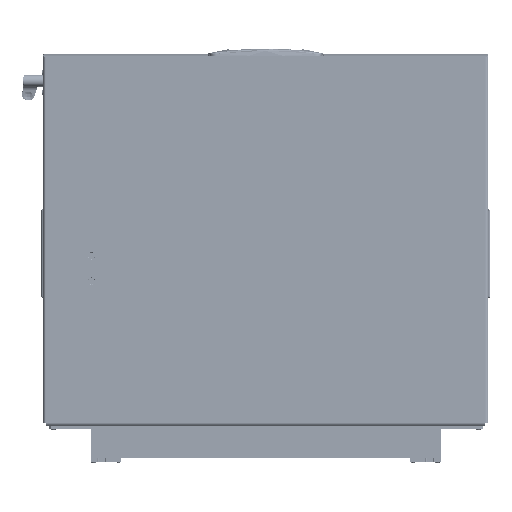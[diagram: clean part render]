
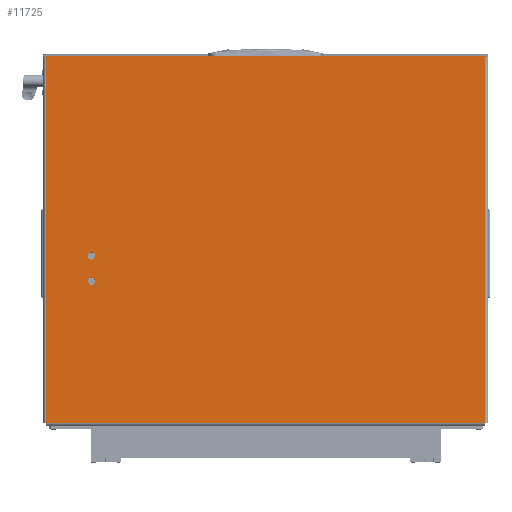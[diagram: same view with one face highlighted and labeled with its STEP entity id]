
A CAD part, front view. The second image highlights one B-rep face of the part: STEP entity #11725.
In plain terms, the highlighted face is planar.
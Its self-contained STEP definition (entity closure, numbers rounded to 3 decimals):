
#1753 = VERTEX_POINT ( 'NONE', #8720 ) ;
#4153 = PLANE ( 'NONE',  #72328 ) ;
#7261 = EDGE_CURVE ( 'NONE', #65431, #137167, #74778, .T. ) ;
#8720 = CARTESIAN_POINT ( 'NONE',  ( 280.2, 545., 0. ) ) ;
#11237 = CARTESIAN_POINT ( 'NONE',  ( 0., 0., 0. ) ) ;
#11725 = ADVANCED_FACE ( 'NONE', ( #99019, #126457, #66429 ), #4153, .T. ) ;
#13816 = CARTESIAN_POINT ( 'NONE',  ( 506., 608., 0. ) ) ;
#14108 = DIRECTION ( 'NONE',  ( -1., 0., 0. ) ) ;
#14206 = VERTEX_POINT ( 'NONE', #113736 ) ;
#14615 = CARTESIAN_POINT ( 'NONE',  ( 0., 610., 0. ) ) ;
#16211 = CARTESIAN_POINT ( 'NONE',  ( 275., 545., 0. ) ) ;
#16360 = VERTEX_POINT ( 'NONE', #63417 ) ;
#17084 = ORIENTED_EDGE ( 'NONE', *, *, #110095, .F. ) ;
#18901 = CARTESIAN_POINT ( 'NONE',  ( 269.8, 545., 0. ) ) ;
#19813 = EDGE_CURVE ( 'NONE', #1753, #27411, #77038, .T. ) ;
#20663 = ORIENTED_EDGE ( 'NONE', *, *, #26637, .F. ) ;
#22820 = AXIS2_PLACEMENT_3D ( 'NONE', #16211, #81794, #92817 ) ;
#26536 = VECTOR ( 'NONE', #36069, 1000. ) ;
#26637 = EDGE_CURVE ( 'NONE', #53383, #121746, #28984, .T. ) ;
#27352 = ORIENTED_EDGE ( 'NONE', *, *, #81831, .T. ) ;
#27375 = VERTEX_POINT ( 'NONE', #14615 ) ;
#27411 = VERTEX_POINT ( 'NONE', #18901 ) ;
#28529 = VECTOR ( 'NONE', #61402, 1000. ) ;
#28984 = LINE ( 'NONE', #109429, #114738 ) ;
#32528 = DIRECTION ( 'NONE',  ( -1., 0., 0. ) ) ;
#32806 = ORIENTED_EDGE ( 'NONE', *, *, #47312, .T. ) ;
#35976 = ORIENTED_EDGE ( 'NONE', *, *, #68079, .F. ) ;
#36069 = DIRECTION ( 'NONE',  ( 1., 0., 0. ) ) ;
#37010 = CARTESIAN_POINT ( 'NONE',  ( 0., 610., 0. ) ) ;
#38496 = VECTOR ( 'NONE', #108357, 1000. ) ;
#39411 = CIRCLE ( 'NONE', #132398, 5.2 ) ;
#42128 = CIRCLE ( 'NONE', #77017, 5.2 ) ;
#43719 = LINE ( 'NONE', #53329, #38496 ) ;
#45098 = DIRECTION ( 'NONE',  ( -1., 0., 0. ) ) ;
#47312 = EDGE_CURVE ( 'NONE', #137167, #27375, #89847, .T. ) ;
#52019 = VERTEX_POINT ( 'NONE', #99414 ) ;
#53329 = CARTESIAN_POINT ( 'NONE',  ( 0., -4., 0. ) ) ;
#53383 = VERTEX_POINT ( 'NONE', #103925 ) ;
#54254 = DIRECTION ( 'NONE',  ( -1., 0., 0. ) ) ;
#54611 = CARTESIAN_POINT ( 'NONE',  ( 0., 0., 0. ) ) ;
#55322 = ORIENTED_EDGE ( 'NONE', *, *, #105956, .F. ) ;
#59207 = ORIENTED_EDGE ( 'NONE', *, *, #64681, .F. ) ;
#61402 = DIRECTION ( 'NONE',  ( 0., 1., 0. ) ) ;
#63417 = CARTESIAN_POINT ( 'NONE',  ( 304.8, 545., 0. ) ) ;
#64681 = EDGE_CURVE ( 'NONE', #16360, #14206, #39411, .T. ) ;
#65431 = VERTEX_POINT ( 'NONE', #81788 ) ;
#66429 = FACE_OUTER_BOUND ( 'NONE', #121224, .T. ) ;
#67307 = CARTESIAN_POINT ( 'NONE',  ( 0., -4., 0. ) ) ;
#67889 = LINE ( 'NONE', #13816, #138212 ) ;
#68079 = EDGE_CURVE ( 'NONE', #140636, #83028, #43719, .T. ) ;
#68820 = CARTESIAN_POINT ( 'NONE',  ( 0., -2., 0. ) ) ;
#72328 = AXIS2_PLACEMENT_3D ( 'NONE', #135790, #115148, #113739 ) ;
#72824 = VECTOR ( 'NONE', #101332, 1000. ) ;
#73323 = VECTOR ( 'NONE', #87804, 1000. ) ;
#73508 = EDGE_LOOP ( 'NONE', ( #59207, #94770 ) ) ;
#74778 = LINE ( 'NONE', #127075, #28529 ) ;
#77017 = AXIS2_PLACEMENT_3D ( 'NONE', #123385, #112828, #14108 ) ;
#77038 = CIRCLE ( 'NONE', #22820, 5.2 ) ;
#81788 = CARTESIAN_POINT ( 'NONE',  ( -2., -2., 0. ) ) ;
#81794 = DIRECTION ( 'NONE',  ( 0., 0., -1. ) ) ;
#81831 = EDGE_CURVE ( 'NONE', #53383, #52019, #67889, .T. ) ;
#82253 = EDGE_CURVE ( 'NONE', #121746, #27375, #96752, .T. ) ;
#82375 = ORIENTED_EDGE ( 'NONE', *, *, #19813, .F. ) ;
#83028 = VERTEX_POINT ( 'NONE', #54611 ) ;
#85265 = CIRCLE ( 'NONE', #95820, 5.2 ) ;
#85933 = DIRECTION ( 'NONE',  ( -1., 0., 0. ) ) ;
#87115 = CARTESIAN_POINT ( 'NONE',  ( 310., 545., 0. ) ) ;
#87376 = ORIENTED_EDGE ( 'NONE', *, *, #131117, .T. ) ;
#87716 = CARTESIAN_POINT ( 'NONE',  ( 0., -2., 0. ) ) ;
#87804 = DIRECTION ( 'NONE',  ( 1., 0., 0. ) ) ;
#89847 = LINE ( 'NONE', #37010, #26536 ) ;
#90461 = DIRECTION ( 'NONE',  ( 0., -1., 0. ) ) ;
#91382 = CARTESIAN_POINT ( 'NONE',  ( 0., 608., 0. ) ) ;
#92817 = DIRECTION ( 'NONE',  ( -1., 0., 0. ) ) ;
#94770 = ORIENTED_EDGE ( 'NONE', *, *, #99159, .F. ) ;
#95820 = AXIS2_PLACEMENT_3D ( 'NONE', #134186, #101077, #45098 ) ;
#96752 = LINE ( 'NONE', #67307, #72824 ) ;
#99019 = FACE_BOUND ( 'NONE', #121390, .T. ) ;
#99159 = EDGE_CURVE ( 'NONE', #14206, #16360, #85265, .T. ) ;
#99414 = CARTESIAN_POINT ( 'NONE',  ( 506., 0., 0. ) ) ;
#101035 = ORIENTED_EDGE ( 'NONE', *, *, #82253, .F. ) ;
#101077 = DIRECTION ( 'NONE',  ( 0., 0., -1. ) ) ;
#101332 = DIRECTION ( 'NONE',  ( 0., 1., 0. ) ) ;
#103925 = CARTESIAN_POINT ( 'NONE',  ( 506., 608., 0. ) ) ;
#105956 = EDGE_CURVE ( 'NONE', #27411, #1753, #42128, .T. ) ;
#108357 = DIRECTION ( 'NONE',  ( 0., 1., 0. ) ) ;
#109429 = CARTESIAN_POINT ( 'NONE',  ( 0., 608., 0. ) ) ;
#110095 = EDGE_CURVE ( 'NONE', #83028, #52019, #140266, .T. ) ;
#110197 = CARTESIAN_POINT ( 'NONE',  ( -2., 610., 0. ) ) ;
#112828 = DIRECTION ( 'NONE',  ( 0., 0., -1. ) ) ;
#113736 = CARTESIAN_POINT ( 'NONE',  ( 315.2, 545., 0. ) ) ;
#113739 = DIRECTION ( 'NONE',  ( -1., 0., 0. ) ) ;
#114738 = VECTOR ( 'NONE', #85933, 1000. ) ;
#115148 = DIRECTION ( 'NONE',  ( 0., 0., -1. ) ) ;
#119737 = DIRECTION ( 'NONE',  ( 0., 0., -1. ) ) ;
#121224 = EDGE_LOOP ( 'NONE', ( #35976, #87376, #129775, #32806, #101035, #20663, #27352, #17084 ) ) ;
#121390 = EDGE_LOOP ( 'NONE', ( #55322, #82375 ) ) ;
#121746 = VERTEX_POINT ( 'NONE', #91382 ) ;
#123385 = CARTESIAN_POINT ( 'NONE',  ( 275., 545., 0. ) ) ;
#126457 = FACE_BOUND ( 'NONE', #73508, .T. ) ;
#127075 = CARTESIAN_POINT ( 'NONE',  ( -2., -4., 0. ) ) ;
#129775 = ORIENTED_EDGE ( 'NONE', *, *, #7261, .T. ) ;
#131117 = EDGE_CURVE ( 'NONE', #140636, #65431, #137863, .T. ) ;
#132398 = AXIS2_PLACEMENT_3D ( 'NONE', #87115, #119737, #32528 ) ;
#134186 = CARTESIAN_POINT ( 'NONE',  ( 310., 545., 0. ) ) ;
#135790 = CARTESIAN_POINT ( 'NONE',  ( 0., 608., 0. ) ) ;
#136184 = VECTOR ( 'NONE', #54254, 1000. ) ;
#137167 = VERTEX_POINT ( 'NONE', #110197 ) ;
#137863 = LINE ( 'NONE', #87716, #136184 ) ;
#138212 = VECTOR ( 'NONE', #90461, 1000. ) ;
#140266 = LINE ( 'NONE', #11237, #73323 ) ;
#140636 = VERTEX_POINT ( 'NONE', #68820 ) ;
